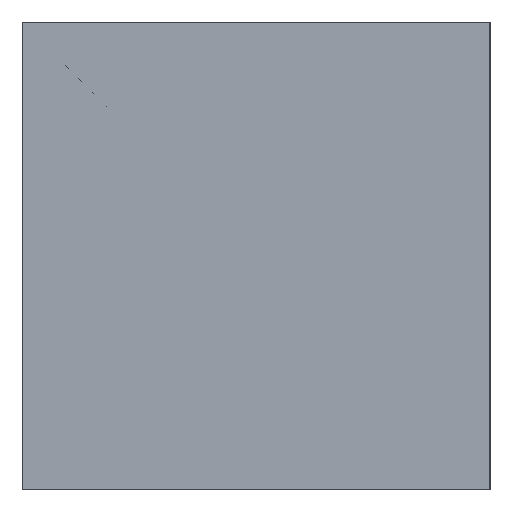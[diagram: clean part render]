
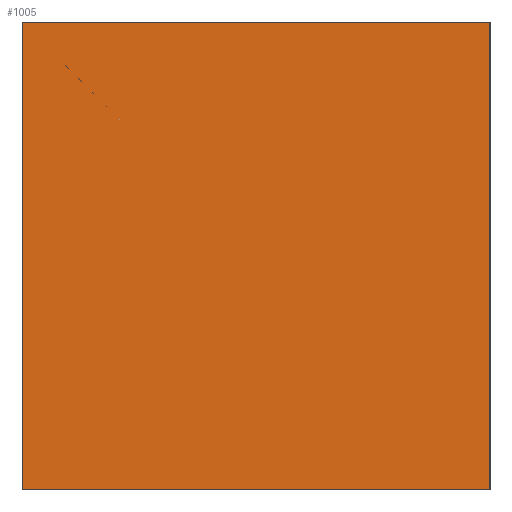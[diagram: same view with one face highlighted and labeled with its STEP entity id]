
A CAD part, left-side view. The second image highlights one B-rep face of the part: STEP entity #1005.
In plain terms, the highlighted planar face has unit normal (-1, 0, 0).
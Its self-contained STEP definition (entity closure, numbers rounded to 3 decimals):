
#966=CARTESIAN_POINT('',(0.0,0.0,0.0));
#967=DIRECTION('',(-1.0,0.0,0.0));
#968=DIRECTION('',(0.0,0.0,1.0));
#969=AXIS2_PLACEMENT_3D('',#966,#967,#968);
#970=PLANE('',#969);
#971=CARTESIAN_POINT('',(0.0,0.0,50.8));
#972=VERTEX_POINT('',#971);
#973=CARTESIAN_POINT('',(0.0,50.8,50.8));
#974=VERTEX_POINT('',#973);
#975=CARTESIAN_POINT('',(0.0,0.0,50.8));
#976=DIRECTION('',(0.0,1.0,0.0));
#977=VECTOR('',#976,50.8);
#978=LINE('',#975,#977);
#979=EDGE_CURVE('',#972,#974,#978,.T.);
#980=ORIENTED_EDGE('',*,*,#979,.T.);
#981=CARTESIAN_POINT('',(0.0,50.8,0.0));
#982=VERTEX_POINT('',#981);
#983=CARTESIAN_POINT('',(0.0,50.8,0.0));
#984=DIRECTION('',(0.0,0.0,1.0));
#985=VECTOR('',#984,50.8);
#986=LINE('',#983,#985);
#987=EDGE_CURVE('',#982,#974,#986,.T.);
#988=ORIENTED_EDGE('',*,*,#987,.F.);
#989=CARTESIAN_POINT('',(0.0,0.0,0.0));
#990=VERTEX_POINT('',#989);
#991=CARTESIAN_POINT('',(0.0,50.8,0.0));
#992=DIRECTION('',(0.0,-1.0,0.0));
#993=VECTOR('',#992,50.8);
#994=LINE('',#991,#993);
#995=EDGE_CURVE('',#982,#990,#994,.T.);
#996=ORIENTED_EDGE('',*,*,#995,.T.);
#997=CARTESIAN_POINT('',(0.0,0.0,0.0));
#998=DIRECTION('',(0.0,0.0,1.0));
#999=VECTOR('',#998,50.8);
#1000=LINE('',#997,#999);
#1001=EDGE_CURVE('',#990,#972,#1000,.T.);
#1002=ORIENTED_EDGE('',*,*,#1001,.T.);
#1003=EDGE_LOOP('',(#980,#988,#996,#1002));
#1004=FACE_OUTER_BOUND('',#1003,.T.);
#1005=ADVANCED_FACE('',(#1004),#970,.T.);
